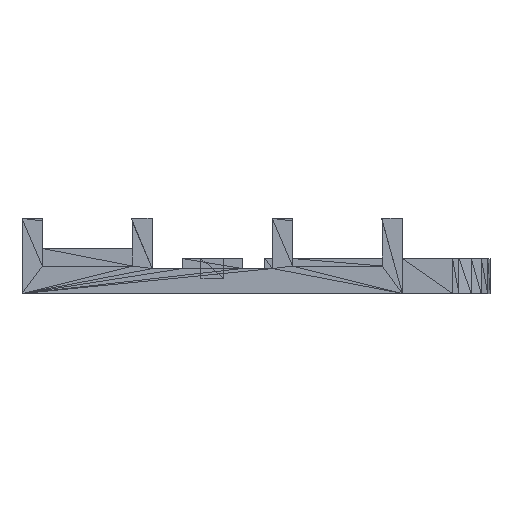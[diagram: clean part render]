
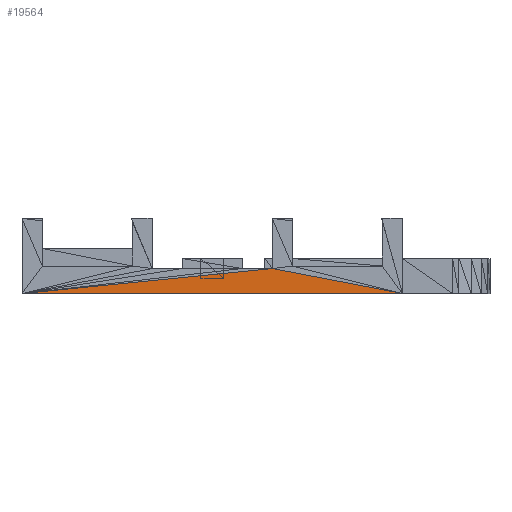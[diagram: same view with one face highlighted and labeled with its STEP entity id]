
A CAD part, left-side view. The second image highlights one B-rep face of the part: STEP entity #19564.
In plain terms, the highlighted planar face has unit normal (-1, 0, 0).
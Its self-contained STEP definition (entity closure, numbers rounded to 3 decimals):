
#26 = EDGE_CURVE ( 'NONE', #1329, #1303, #4777, .T. ) ;
#27 = EDGE_CURVE ( 'NONE', #1192, #1329, #4778, .T. ) ;
#1192 = VERTEX_POINT ( 'NONE', #10195 ) ;
#1303 = VERTEX_POINT ( 'NONE', #10306 ) ;
#1329 = VERTEX_POINT ( 'NONE', #10332 ) ;
#4777 = LINE ( 'NONE', #21038, #19699 ) ;
#4778 = LINE ( 'NONE', #21040, #19700 ) ;
#6839 = EDGE_LOOP ( 'NONE', ( #18775, #18751, #18776 ) ) ;
#10195 = CARTESIAN_POINT ( 'NONE',  ( 1079.887, 2626.871, 3996.568 ) ) ;
#10306 = CARTESIAN_POINT ( 'NONE',  ( 1079.887, 2652.871, 4001.568 ) ) ;
#10332 = CARTESIAN_POINT ( 'NONE',  ( 1079.887, 2702.871, 3996.568 ) ) ;
#15956 = AXIS2_PLACEMENT_3D ( 'NONE', #17770, #17771, #17772 ) ;
#16012 = VECTOR ( 'NONE', #17929, 1000. ) ;
#17268 = FACE_OUTER_BOUND ( 'NONE', #6839, .T. ) ;
#17322 = LINE ( 'NONE', #17928, #16012 ) ;
#17769 = PLANE ( 'NONE',  #15956 ) ;
#17770 = CARTESIAN_POINT ( 'NONE',  ( 1079.887, 2652.871, 4001.568 ) ) ;
#17771 = DIRECTION ( 'NONE',  ( -1., 0., 0. ) ) ;
#17772 = DIRECTION ( 'NONE',  ( 0., 0., 1. ) ) ;
#17928 = CARTESIAN_POINT ( 'NONE',  ( 1079.887, 2626.871, 3996.568 ) ) ;
#17929 = DIRECTION ( 'NONE',  ( 0., 0.982, 0.189 ) ) ;
#18751 = ORIENTED_EDGE ( 'NONE', *, *, #26, .F. ) ;
#18775 = ORIENTED_EDGE ( 'NONE', *, *, #19619, .T. ) ;
#18776 = ORIENTED_EDGE ( 'NONE', *, *, #27, .F. ) ;
#19564 = ADVANCED_FACE ( 'NONE', ( #17268 ), #17769, .T. ) ;
#19619 = EDGE_CURVE ( 'NONE', #1192, #1303, #17322, .T. ) ;
#19699 = VECTOR ( 'NONE', #21039, 1000. ) ;
#19700 = VECTOR ( 'NONE', #21041, 1000. ) ;
#21038 = CARTESIAN_POINT ( 'NONE',  ( 1079.887, 2702.871, 3996.568 ) ) ;
#21039 = DIRECTION ( 'NONE',  ( 0., -0.995, 0.1 ) ) ;
#21040 = CARTESIAN_POINT ( 'NONE',  ( 1079.887, 2626.871, 3996.568 ) ) ;
#21041 = DIRECTION ( 'NONE',  ( 0., 1., 0. ) ) ;
